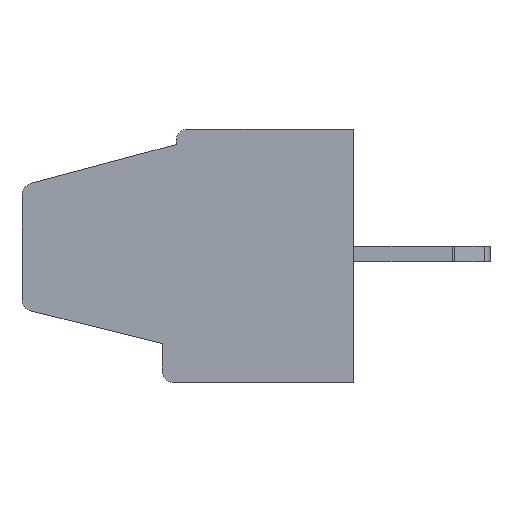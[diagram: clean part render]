
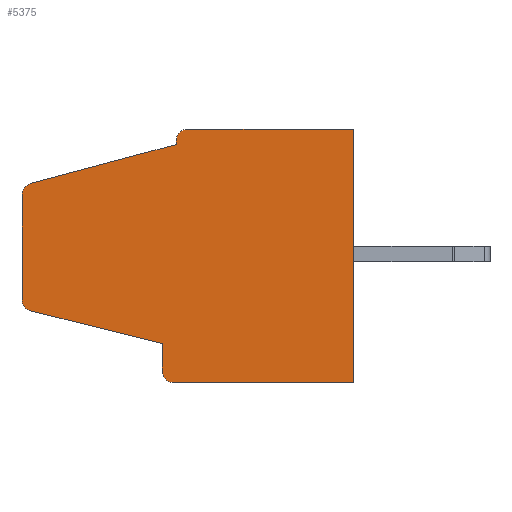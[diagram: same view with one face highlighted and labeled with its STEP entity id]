
A CAD part, left-side view. The second image highlights one B-rep face of the part: STEP entity #5375.
In plain terms, the highlighted planar face has unit normal (-1, 0, 0).
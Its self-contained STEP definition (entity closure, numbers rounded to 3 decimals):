
#10 = EDGE_CURVE ( 'NONE', #5385, #5228, #8186, .T. ) ;
#221 = EDGE_CURVE ( 'NONE', #2129, #6798, #7518, .T. ) ;
#289 = ORIENTED_EDGE ( 'NONE', *, *, #6754, .F. ) ;
#290 = DIRECTION ( 'NONE',  ( 1., 0., 0. ) ) ;
#293 = VECTOR ( 'NONE', #3106, 1000. ) ;
#362 = DIRECTION ( 'NONE',  ( 0., -0.966, 0.259 ) ) ;
#518 = DIRECTION ( 'NONE',  ( 1., 0., 0. ) ) ;
#773 = DIRECTION ( 'NONE',  ( 0., 0., 1. ) ) ;
#807 = DIRECTION ( 'NONE',  ( 1., 0., 0. ) ) ;
#832 = CARTESIAN_POINT ( 'NONE',  ( 1.27, 8.4, -5.498 ) ) ;
#839 = EDGE_CURVE ( 'NONE', #3335, #2631, #5132, .T. ) ;
#923 = VECTOR ( 'NONE', #1806, 1000. ) ;
#925 = EDGE_CURVE ( 'NONE', #5228, #5816, #3005, .T. ) ;
#1389 = LINE ( 'NONE', #6422, #3015 ) ;
#1397 = ORIENTED_EDGE ( 'NONE', *, *, #1579, .F. ) ;
#1414 = ORIENTED_EDGE ( 'NONE', *, *, #5922, .F. ) ;
#1579 = EDGE_CURVE ( 'NONE', #6798, #6737, #4366, .T. ) ;
#1580 = AXIS2_PLACEMENT_3D ( 'NONE', #4030, #807, #3314 ) ;
#1607 = DIRECTION ( 'NONE',  ( 1., 0., 0. ) ) ;
#1723 = CARTESIAN_POINT ( 'NONE',  ( 1.27, 3.5, 0. ) ) ;
#1768 = DIRECTION ( 'NONE',  ( 1., 0., 0. ) ) ;
#1806 = DIRECTION ( 'NONE',  ( 0., -1., 0. ) ) ;
#1881 = EDGE_CURVE ( 'NONE', #4169, #2129, #6124, .T. ) ;
#2129 = VERTEX_POINT ( 'NONE', #3379 ) ;
#2151 = ORIENTED_EDGE ( 'NONE', *, *, #10, .F. ) ;
#2164 = DIRECTION ( 'NONE',  ( 0., 0.97, 0.242 ) ) ;
#2289 = CARTESIAN_POINT ( 'NONE',  ( 1.27, 11.773, -4.657 ) ) ;
#2298 = CARTESIAN_POINT ( 'NONE',  ( 1.27, 8.4, -5.498 ) ) ;
#2305 = DIRECTION ( 'NONE',  ( 0., 0., -1. ) ) ;
#2392 = CARTESIAN_POINT ( 'NONE',  ( 1.27, 8.05, -0.3 ) ) ;
#2402 = DIRECTION ( 'NONE',  ( 0., 0., 1. ) ) ;
#2438 = CARTESIAN_POINT ( 'NONE',  ( 1.27, 8.05, 0. ) ) ;
#2631 = VERTEX_POINT ( 'NONE', #7943 ) ;
#2691 = CIRCLE ( 'NONE', #7447, 0.3 ) ;
#2856 = VERTEX_POINT ( 'NONE', #5374 ) ;
#2925 = CARTESIAN_POINT ( 'NONE',  ( 1.27, 11.7, -4.366 ) ) ;
#2991 = EDGE_LOOP ( 'NONE', ( #289, #4410, #2151, #1414, #3815, #4121, #5196, #3946, #7058, #1397, #6165, #7807 ) ) ;
#3005 = LINE ( 'NONE', #2438, #923 ) ;
#3015 = VECTOR ( 'NONE', #773, 1000. ) ;
#3052 = LINE ( 'NONE', #6157, #8085 ) ;
#3106 = DIRECTION ( 'NONE',  ( 0., 0., 1. ) ) ;
#3314 = DIRECTION ( 'NONE',  ( 0., 0., 1. ) ) ;
#3335 = VERTEX_POINT ( 'NONE', #2289 ) ;
#3350 = VECTOR ( 'NONE', #7999, 1000. ) ;
#3379 = CARTESIAN_POINT ( 'NONE',  ( 1.27, 8.1, -6.5 ) ) ;
#3486 = CARTESIAN_POINT ( 'NONE',  ( 1.27, 3.5, -6.5 ) ) ;
#3502 = LINE ( 'NONE', #6015, #7827 ) ;
#3815 = ORIENTED_EDGE ( 'NONE', *, *, #4521, .F. ) ;
#3908 = EDGE_CURVE ( 'NONE', #2856, #7386, #2691, .T. ) ;
#3946 = ORIENTED_EDGE ( 'NONE', *, *, #839, .F. ) ;
#4008 = LINE ( 'NONE', #832, #4820 ) ;
#4030 = CARTESIAN_POINT ( 'NONE',  ( 1.27, 8.1, -6.2 ) ) ;
#4121 = ORIENTED_EDGE ( 'NONE', *, *, #3908, .F. ) ;
#4169 = VERTEX_POINT ( 'NONE', #6353 ) ;
#4300 = DIRECTION ( 'NONE',  ( 0., 0., 1. ) ) ;
#4366 = LINE ( 'NONE', #6883, #293 ) ;
#4410 = ORIENTED_EDGE ( 'NONE', *, *, #925, .F. ) ;
#4415 = CARTESIAN_POINT ( 'NONE',  ( 1.27, 8.4, -6.2 ) ) ;
#4521 = EDGE_CURVE ( 'NONE', #7386, #5966, #3502, .T. ) ;
#4786 = LINE ( 'NONE', #7962, #3350 ) ;
#4811 = AXIS2_PLACEMENT_3D ( 'NONE', #1723, #1607, #2305 ) ;
#4820 = VECTOR ( 'NONE', #2164, 1000. ) ;
#4899 = DIRECTION ( 'NONE',  ( 0., 0., 1. ) ) ;
#5132 = CIRCLE ( 'NONE', #5271, 0.3 ) ;
#5196 = ORIENTED_EDGE ( 'NONE', *, *, #7540, .F. ) ;
#5211 = CARTESIAN_POINT ( 'NONE',  ( 1.27, 7.75, 0. ) ) ;
#5228 = VERTEX_POINT ( 'NONE', #5211 ) ;
#5271 = AXIS2_PLACEMENT_3D ( 'NONE', #2925, #1768, #4300 ) ;
#5374 = CARTESIAN_POINT ( 'NONE',  ( 1.27, 12., -1.68 ) ) ;
#5375 = ADVANCED_FACE ( 'NONE', ( #7389 ), #6194, .F. ) ;
#5385 = VERTEX_POINT ( 'NONE', #2392 ) ;
#5573 = VECTOR ( 'NONE', #6000, 1000. ) ;
#5816 = VERTEX_POINT ( 'NONE', #8087 ) ;
#5922 = EDGE_CURVE ( 'NONE', #5966, #5385, #1389, .T. ) ;
#5928 = AXIS2_PLACEMENT_3D ( 'NONE', #6167, #518, #4899 ) ;
#5966 = VERTEX_POINT ( 'NONE', #6758 ) ;
#6000 = DIRECTION ( 'NONE',  ( 0., 1., 0. ) ) ;
#6015 = CARTESIAN_POINT ( 'NONE',  ( 1.27, 12., -1.45 ) ) ;
#6124 = LINE ( 'NONE', #3486, #5573 ) ;
#6157 = CARTESIAN_POINT ( 'NONE',  ( 1.27, 12., -4.6 ) ) ;
#6165 = ORIENTED_EDGE ( 'NONE', *, *, #221, .F. ) ;
#6167 = CARTESIAN_POINT ( 'NONE',  ( 1.27, 7.75, -0.3 ) ) ;
#6194 = PLANE ( 'NONE',  #4811 ) ;
#6353 = CARTESIAN_POINT ( 'NONE',  ( 1.27, 3.5, -6.5 ) ) ;
#6422 = CARTESIAN_POINT ( 'NONE',  ( 1.27, 8.05, 0. ) ) ;
#6566 = CARTESIAN_POINT ( 'NONE',  ( 1.27, 11.7, -1.68 ) ) ;
#6737 = VERTEX_POINT ( 'NONE', #2298 ) ;
#6754 = EDGE_CURVE ( 'NONE', #5816, #4169, #4786, .T. ) ;
#6758 = CARTESIAN_POINT ( 'NONE',  ( 1.27, 8.05, -0.392 ) ) ;
#6798 = VERTEX_POINT ( 'NONE', #4415 ) ;
#6883 = CARTESIAN_POINT ( 'NONE',  ( 1.27, 8.4, -6.5 ) ) ;
#7058 = ORIENTED_EDGE ( 'NONE', *, *, #8105, .F. ) ;
#7386 = VERTEX_POINT ( 'NONE', #7731 ) ;
#7389 = FACE_OUTER_BOUND ( 'NONE', #2991, .T. ) ;
#7447 = AXIS2_PLACEMENT_3D ( 'NONE', #6566, #290, #7680 ) ;
#7518 = CIRCLE ( 'NONE', #1580, 0.3 ) ;
#7540 = EDGE_CURVE ( 'NONE', #2631, #2856, #3052, .T. ) ;
#7680 = DIRECTION ( 'NONE',  ( 0., 0., 1. ) ) ;
#7731 = CARTESIAN_POINT ( 'NONE',  ( 1.27, 11.778, -1.39 ) ) ;
#7807 = ORIENTED_EDGE ( 'NONE', *, *, #1881, .F. ) ;
#7827 = VECTOR ( 'NONE', #362, 1000. ) ;
#7943 = CARTESIAN_POINT ( 'NONE',  ( 1.27, 12., -4.366 ) ) ;
#7962 = CARTESIAN_POINT ( 'NONE',  ( 1.27, 3.5, 0. ) ) ;
#7999 = DIRECTION ( 'NONE',  ( 0., 0., -1. ) ) ;
#8085 = VECTOR ( 'NONE', #2402, 1000. ) ;
#8087 = CARTESIAN_POINT ( 'NONE',  ( 1.27, 3.5, 0. ) ) ;
#8105 = EDGE_CURVE ( 'NONE', #6737, #3335, #4008, .T. ) ;
#8186 = CIRCLE ( 'NONE', #5928, 0.3 ) ;
